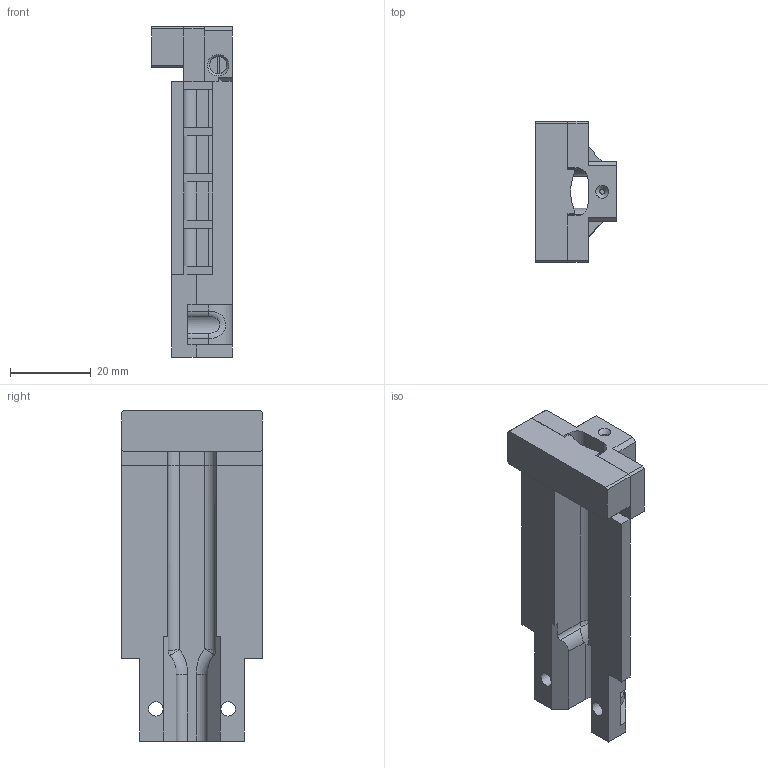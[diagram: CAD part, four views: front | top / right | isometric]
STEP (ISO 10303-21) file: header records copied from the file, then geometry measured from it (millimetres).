
FILE_DESCRIPTION(/* description */ (''),/* implementation_level */ '2;1');
FILE_NAME(/* name */ '02_59__XP__PHead_KBL_Duct___V2.0.step',/* time_stamp */ '2025-04-03T11:22:22+02:00',/* author */ (''),/* organization */ (''),/* preprocessor_version */ 'ST-DEVELOPER v20.1',/* originating_system */ 'Autodesk Translation Framework v14.4.0.0',/* authorisation */ '');
FILE_SCHEMA (('AUTOMOTIVE_DESIGN { 1 0 10303 214 3 1 1 }'));
Length unit declared in the file: millimetre
Products named in the file (3): 02_59__XP__PHead_KBL_Duct___V2.0; 02_59__XP__PHead_KBL_Duct___V2.0_1; 02_59__XP__PHead_KBL_Duct_Clamp___V2.0
Assembly tree (2 placements, depth 2):
  02_59__XP__PHead_KBL_Duct___V2.0
    02_59__XP__PHead_KBL_Duct___V2.0_1
    02_59__XP__PHead_KBL_Duct_Clamp___V2.0
Bounding box: 20 x 35 x 82 mm (x, y, z)
Volume: 16873 mm3; surface area: 11907.2 mm2
Topology: 2 solids, 2 shells, 186 faces, 490 edges, 305 vertices
Faces by surface type: plane 125, cylinder 48, bspline 6, cone 5, torus 2
Full cylindrical faces by diameter (mm): 1.2 x1, 3.5 x2, 3.6 x2, 4.3 x4, 6.5 x2
Entity records: 6438 total; most frequent: CARTESIAN_POINT 1740, ORIENTED_EDGE 976, DIRECTION 932, EDGE_CURVE 488, LINE 356, VECTOR 356, VERTEX_POINT 305, AXIS2_PLACEMENT_3D 288
